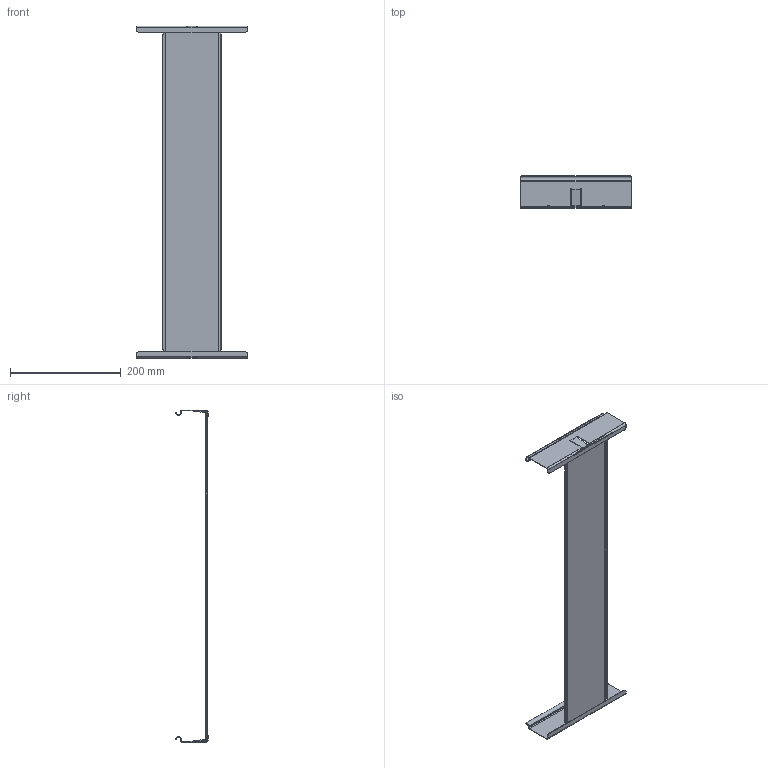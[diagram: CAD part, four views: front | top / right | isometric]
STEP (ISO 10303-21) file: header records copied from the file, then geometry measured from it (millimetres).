
FILE_DESCRIPTION((''),'2;1');
FILE_NAME('6068926_ASM','2012-10-27T',('AndreasKeweloh'),(''),'PRO/ENGINEER BY PARAMETRIC TECHNOLOGY CORPORATION, 2012230','PRO/ENGINEER BY PARAMETRIC TECHNOLOGY CORPORATION, 2012230','');
FILE_SCHEMA(('CONFIG_CONTROL_DESIGN'));
Length unit declared in the file: millimetre
Products named in the file (3): 6068926_BODEN; 6068918_HOLM; 6068926_ASM
Assembly tree (3 placements, depth 2):
  6068926_ASM
    6068926_BODEN
    6068918_HOLM  x2
Bounding box: 200 x 58.2 x 598.5 mm (x, y, z)
Volume: 66147.6 mm3; surface area: 194834.9 mm2
Topology: 1 solids, 3 shells, 146 faces, 368 edges, 224 vertices
Faces by surface type: plane 82, cylinder 50, bspline 14
Entity records: 3506 total; most frequent: CARTESIAN_POINT 1119, ORIENTED_EDGE 492, DIRECTION 472, EDGE_CURVE 246, AXIS2_PLACEMENT_3D 161, VERTEX_POINT 152, VECTOR 150, LINE 150
